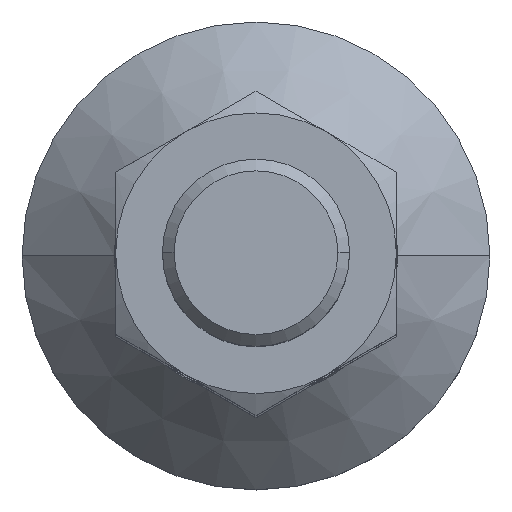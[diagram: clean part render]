
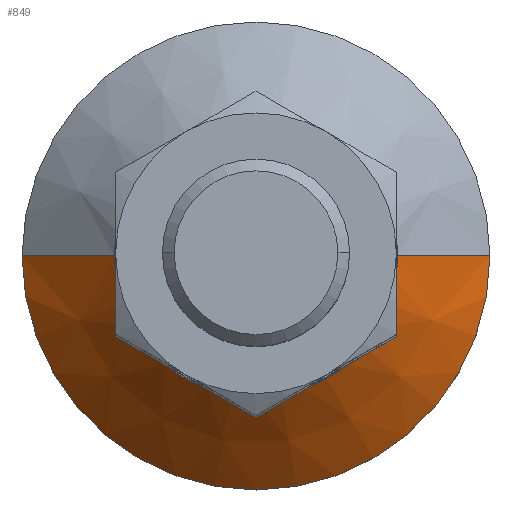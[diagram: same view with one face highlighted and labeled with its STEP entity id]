
A CAD part, top view. The second image highlights one B-rep face of the part: STEP entity #849.
In plain terms, the highlighted conical face has half-angle 45 degrees and reference radius 24.1 mm.
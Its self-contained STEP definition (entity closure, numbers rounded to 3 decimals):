
#397=VERTEX_POINT('',#1044);
#439=EDGE_CURVE('',#529,#571,#1092,.T.);
#529=VERTEX_POINT('',#1191);
#571=VERTEX_POINT('',#1238);
#593=EDGE_CURVE('',#397,#571,#1262,.T.);
#661=VERTEX_POINT('',#1338);
#763=EDGE_CURVE('',#529,#661,#1450,.T.);
#849=ADVANCED_FACE('',(#1552),#1553,.T.);
#869=EDGE_CURVE('',#661,#397,#1574,.T.);
#1044=CARTESIAN_POINT('',(-18.2,0.,21.3));
#1092=CIRCLE('',#1851,30.0);
#1191=CARTESIAN_POINT('',(30.0,0.,9.5));
#1238=CARTESIAN_POINT('',(-30.0,0.,9.5));
#1262=LINE('',#2191,#2192);
#1338=CARTESIAN_POINT('',(18.2,0.,21.3));
#1450=LINE('',#2564,#2565);
#1552=FACE_OUTER_BOUND('',#2758,.T.);
#1553=CONICAL_SURFACE('',#2759,24.1,0.785);
#1574=CIRCLE('',#2798,18.2);
#1851=AXIS2_PLACEMENT_3D('',#3145,#3146,#3147);
#2191=CARTESIAN_POINT('',(-24.1,0.,15.4));
#2192=VECTOR('',#3332,1.0);
#2564=CARTESIAN_POINT('',(24.1,0.,15.4));
#2565=VECTOR('',#3505,1.0);
#2758=EDGE_LOOP('',(#3654,#3655,#3656,#3657));
#2759=AXIS2_PLACEMENT_3D('',#3658,#3659,#3660);
#2798=AXIS2_PLACEMENT_3D('',#3681,#3682,#3683);
#3145=CARTESIAN_POINT('',(0.0,0.,9.5));
#3146=DIRECTION('',(-0.0,0.0,-1.0));
#3147=DIRECTION('',(-1.0,0.,0.0));
#3332=DIRECTION('',(-0.707,0.,-0.707));
#3505=DIRECTION('',(-0.707,0.,0.707));
#3654=ORIENTED_EDGE('',*,*,#593,.T.);
#3655=ORIENTED_EDGE('',*,*,#439,.F.);
#3656=ORIENTED_EDGE('',*,*,#763,.T.);
#3657=ORIENTED_EDGE('',*,*,#869,.T.);
#3658=CARTESIAN_POINT('',(0.0,0.,15.4));
#3659=DIRECTION('',(-0.0,-0.0,-1.0));
#3660=DIRECTION('',(-1.0,0.,0.0));
#3681=CARTESIAN_POINT('',(0.0,0.,21.3));
#3682=DIRECTION('',(-0.0,0.0,-1.0));
#3683=DIRECTION('',(-1.0,0.,0.0));
